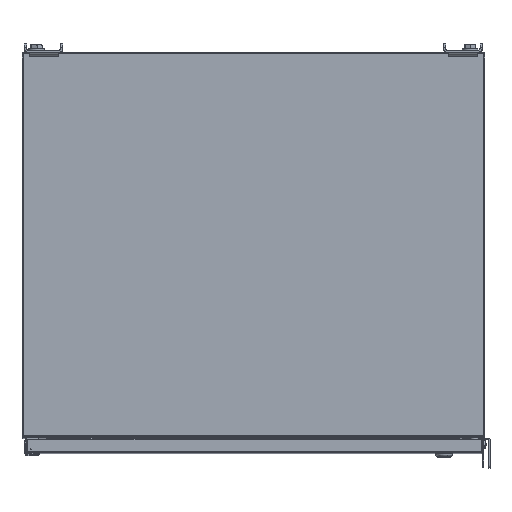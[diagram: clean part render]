
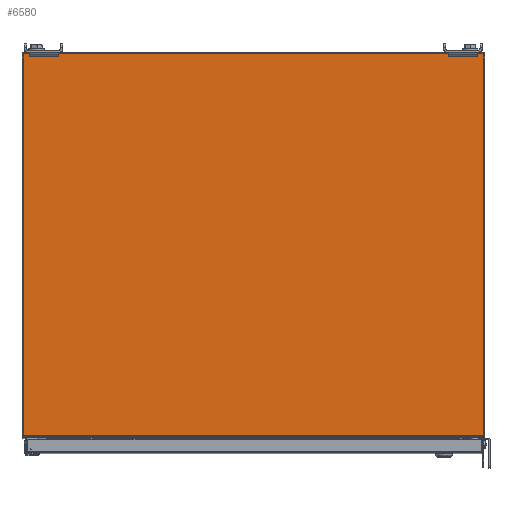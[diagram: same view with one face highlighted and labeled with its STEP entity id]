
A CAD part, top view. The second image highlights one B-rep face of the part: STEP entity #6580.
In plain terms, the highlighted planar face has unit normal (0, 0, 1).
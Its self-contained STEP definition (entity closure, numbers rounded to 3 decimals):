
#6580 = ADVANCED_FACE( '', ( #13901 ), #13902, .T. );
#13901 = FACE_OUTER_BOUND( '', #39860, .T. );
#13902 = PLANE( '', #39861 );
#39860 = EDGE_LOOP( '', ( #72116, #72117, #72118, #72119 ) );
#39861 = AXIS2_PLACEMENT_3D( '', #72120, #72121, #72122 );
#72116 = ORIENTED_EDGE( '', *, *, #87248, .T. );
#72117 = ORIENTED_EDGE( '', *, *, #88840, .T. );
#72118 = ORIENTED_EDGE( '', *, *, #83926, .T. );
#72119 = ORIENTED_EDGE( '', *, *, #89493, .T. );
#72120 = CARTESIAN_POINT( '', ( 0., 0., 0. ) );
#72121 = DIRECTION( '', ( 0., 0., 1. ) );
#72122 = DIRECTION( '', ( 1., 0., 0. ) );
#83926 = EDGE_CURVE( '', #92784, #92782, #92785, .T. );
#87248 = EDGE_CURVE( '', #98313, #98311, #98314, .T. );
#88840 = EDGE_CURVE( '', #98311, #92784, #100612, .T. );
#89493 = EDGE_CURVE( '', #92782, #98313, #101477, .T. );
#92782 = VERTEX_POINT( '', #106659 );
#92784 = VERTEX_POINT( '', #106662 );
#92785 = LINE( '', #106663, #106664 );
#98311 = VERTEX_POINT( '', #120812 );
#98313 = VERTEX_POINT( '', #120814 );
#98314 = LINE( '', #120815, #120816 );
#100612 = LINE( '', #127074, #127075 );
#101477 = LINE( '', #129063, #129064 );
#106659 = CARTESIAN_POINT( '', ( 303.276, 253.238, 0. ) );
#106662 = CARTESIAN_POINT( '', ( 303.276, -250.901, 0. ) );
#106663 = CARTESIAN_POINT( '', ( 303.276, -253.238, 0. ) );
#106664 = VECTOR( '', #135543, 1000. );
#120812 = CARTESIAN_POINT( '', ( -303.276, -250.901, 0. ) );
#120814 = CARTESIAN_POINT( '', ( -303.276, 253.238, 0. ) );
#120815 = CARTESIAN_POINT( '', ( -303.276, 253.238, 0. ) );
#120816 = VECTOR( '', #137917, 1000. );
#127074 = CARTESIAN_POINT( '', ( -303.276, -250.901, 0. ) );
#127075 = VECTOR( '', #138865, 1000. );
#129063 = CARTESIAN_POINT( '', ( 303.276, 253.238, 0. ) );
#129064 = VECTOR( '', #139333, 1000. );
#135543 = DIRECTION( '', ( 0., 1., 0. ) );
#137917 = DIRECTION( '', ( 0., -1., 0. ) );
#138865 = DIRECTION( '', ( 1., 0., 0. ) );
#139333 = DIRECTION( '', ( -1., 0., 0. ) );
